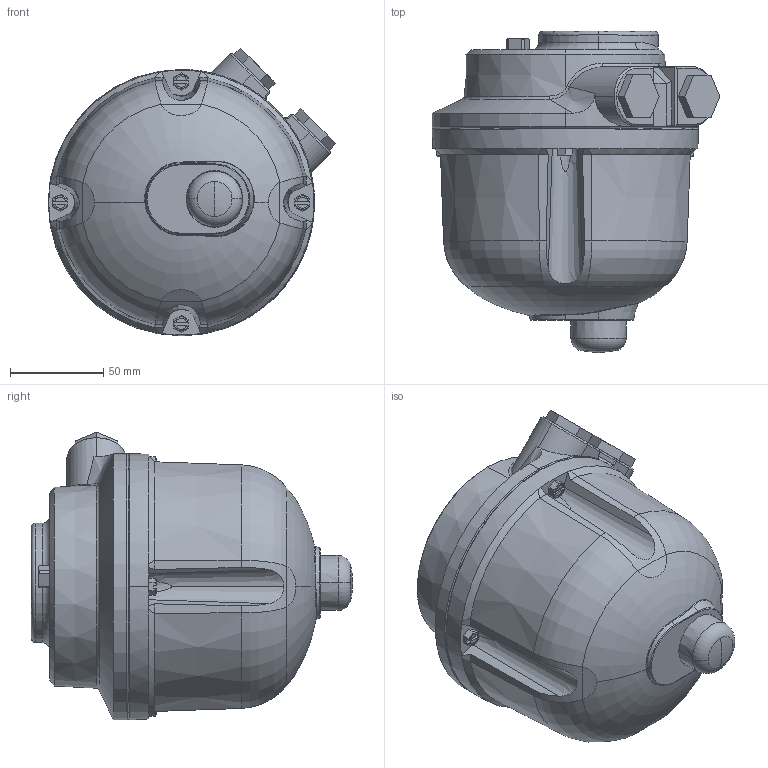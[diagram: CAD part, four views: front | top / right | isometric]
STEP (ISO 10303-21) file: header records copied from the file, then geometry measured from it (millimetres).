
FILE_DESCRIPTION (( 'STEP AP214' ), '1' );
FILE_NAME ('AC9336.STEP', '2017-01-26T07:54:01', ( '' ), ( '' ), 'SwSTEP 2.0', 'SolidWorks 2014', '' );
FILE_SCHEMA (( 'AUTOMOTIVE_DESIGN' ));
Length unit declared in the file: millimetre
Products named in the file (1): AC9336
Bounding box: 154.43 x 172.5 x 154.43 mm (x, y, z)
Surface area: 94540.3 mm2 (no closed solid volume)
Topology: 0 solids, 12 shells, 527 faces, 1460 edges, 930 vertices
Faces by surface type: plane 158, cylinder 116, bspline 104, cone 96, torus 50, sphere 3
Entity records: 28558 total; most frequent: CARTESIAN_POINT 10439, ORIENTED_EDGE 2551, DIRECTION 2402, EDGE_CURVE 1459, AXIS2_PLACEMENT_3D 947, VERTEX_POINT 930, EDGE_LOOP 562, UNCERTAINTY_MEASURE_WITH_UNIT 529
